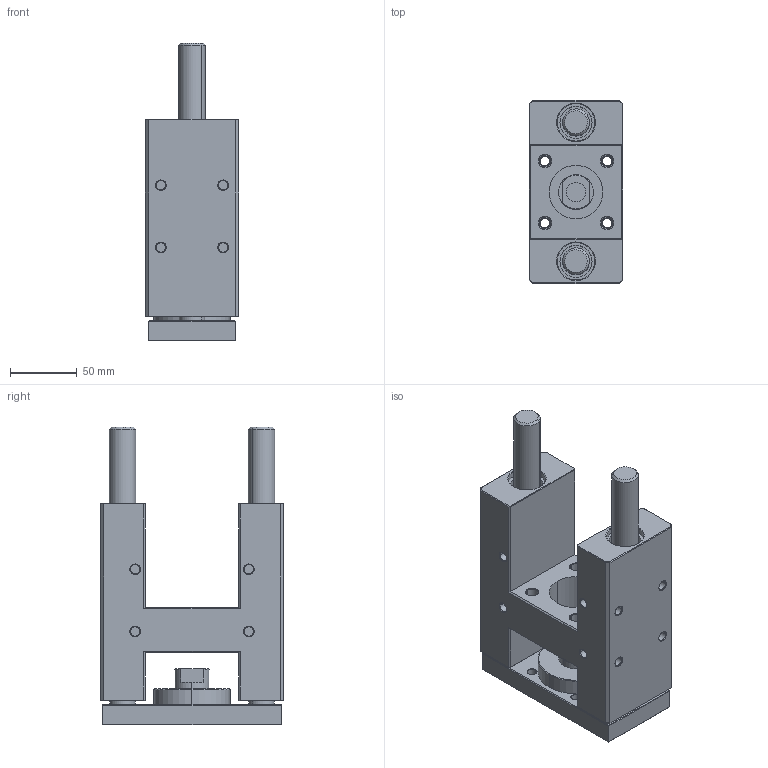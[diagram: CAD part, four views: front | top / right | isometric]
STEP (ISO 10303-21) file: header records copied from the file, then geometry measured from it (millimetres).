
FILE_DESCRIPTION (( 'STEP AP214' ), '1' );
FILE_NAME ('50 H-GUIDING.STEP', '2010-08-06T15:18:46', ( '' ), ( '' ), 'SwSTEP 2.0', 'SolidWorks 2010', '' );
FILE_SCHEMA (( 'AUTOMOTIVE_DESIGN' ));
Length unit declared in the file: millimetre
Products named in the file (5): 茿P 50  H-YATAK 諲; ÇAP  50    H-YATAK MÝLÝ; ÇAP  50  H-YATAK  CÝVATASI MÝL YATAÐI ÝÇÝN; 茿P  50  H-YATAK ARKA; 50  H-GUIDING
Assembly tree (6 placements, depth 2):
  50  H-GUIDING
    ÇAP  50    H-YATAK MÝLÝ  x2
    ÇAP  50  H-YATAK  CÝVATASI MÝL YATAÐI ÝÇÝN  x2
    茿P 50  H-YATAK 諲
    茿P  50  H-YATAK ARKA
Bounding box: 70 x 137 x 223 mm (x, y, z)
Volume: 933592.1 mm3; surface area: 175225.7 mm2
Topology: 6 solids, 6 shells, 380 faces, 848 edges, 521 vertices
Faces by surface type: plane 150, cylinder 128, cone 94, torus 8
Entity records: 10374 total; most frequent: CARTESIAN_POINT 1816, DIRECTION 1812, ORIENTED_EDGE 1552, EDGE_CURVE 776, AXIS2_PLACEMENT_3D 701, VERTEX_POINT 477, EDGE_LOOP 419, VECTOR 410
